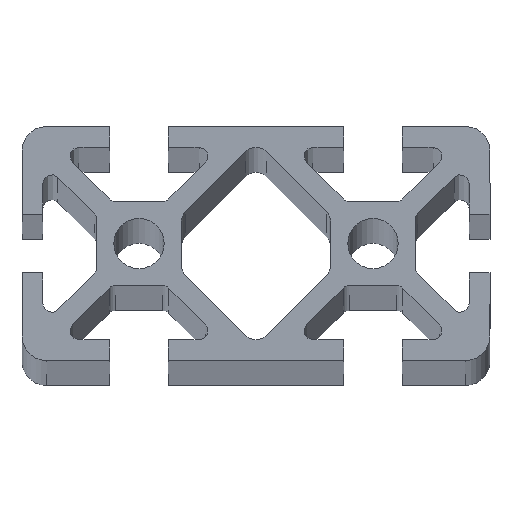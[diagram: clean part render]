
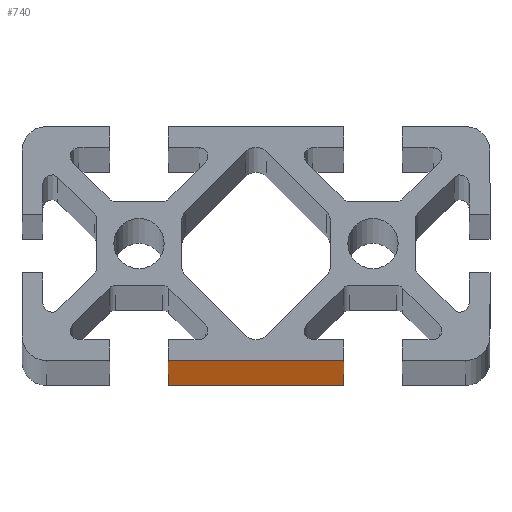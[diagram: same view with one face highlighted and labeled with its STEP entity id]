
A CAD part, top view. The second image highlights one B-rep face of the part: STEP entity #740.
In plain terms, the highlighted planar face has unit normal (0, -1, 0).
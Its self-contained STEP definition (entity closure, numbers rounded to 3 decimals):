
#68 = ORIENTED_EDGE ( 'NONE', *, *, #3383, .F. ) ;
#249 = VERTEX_POINT ( 'NONE', #3253 ) ;
#370 = EDGE_LOOP ( 'NONE', ( #2037, #757, #68, #3086 ) ) ;
#407 = AXIS2_PLACEMENT_3D ( 'NONE', #1042, #1565, #2080 ) ;
#479 = LINE ( 'NONE', #2112, #1536 ) ;
#655 = LINE ( 'NONE', #1347, #2976 ) ;
#740 = ADVANCED_FACE ( 'NONE', ( #1394 ), #3454, .F. ) ;
#749 = CARTESIAN_POINT ( 'NONE',  ( 7.5, -10., 609.6 ) ) ;
#752 = DIRECTION ( 'NONE',  ( 0., 0., -1. ) ) ;
#757 = ORIENTED_EDGE ( 'NONE', *, *, #1418, .F. ) ;
#844 = DIRECTION ( 'NONE',  ( 1., 0., 0. ) ) ;
#1004 = VECTOR ( 'NONE', #752, 1000. ) ;
#1042 = CARTESIAN_POINT ( 'NONE',  ( 7.5, -10., 609.6 ) ) ;
#1135 = CARTESIAN_POINT ( 'NONE',  ( -7.5, -10., -609.6 ) ) ;
#1328 = VERTEX_POINT ( 'NONE', #749 ) ;
#1347 = CARTESIAN_POINT ( 'NONE',  ( 7.5, -10., -609.6 ) ) ;
#1394 = FACE_OUTER_BOUND ( 'NONE', #370, .T. ) ;
#1418 = EDGE_CURVE ( 'NONE', #1328, #3278, #479, .T. ) ;
#1476 = VECTOR ( 'NONE', #3169, 1000. ) ;
#1536 = VECTOR ( 'NONE', #1623, 1000. ) ;
#1553 = LINE ( 'NONE', #2360, #1004 ) ;
#1565 = DIRECTION ( 'NONE',  ( 0., 1., 0. ) ) ;
#1623 = DIRECTION ( 'NONE',  ( 0., 0., -1. ) ) ;
#1642 = VERTEX_POINT ( 'NONE', #1135 ) ;
#2022 = EDGE_CURVE ( 'NONE', #1642, #3278, #655, .T. ) ;
#2037 = ORIENTED_EDGE ( 'NONE', *, *, #2022, .T. ) ;
#2080 = DIRECTION ( 'NONE',  ( 0., 0., 1. ) ) ;
#2112 = CARTESIAN_POINT ( 'NONE',  ( 7.5, -10., 609.6 ) ) ;
#2360 = CARTESIAN_POINT ( 'NONE',  ( -7.5, -10., 609.6 ) ) ;
#2872 = LINE ( 'NONE', #2906, #1476 ) ;
#2906 = CARTESIAN_POINT ( 'NONE',  ( 7.5, -10., 609.6 ) ) ;
#2976 = VECTOR ( 'NONE', #844, 1000. ) ;
#3086 = ORIENTED_EDGE ( 'NONE', *, *, #3414, .T. ) ;
#3169 = DIRECTION ( 'NONE',  ( 1., 0., 0. ) ) ;
#3253 = CARTESIAN_POINT ( 'NONE',  ( -7.5, -10., 609.6 ) ) ;
#3278 = VERTEX_POINT ( 'NONE', #3364 ) ;
#3364 = CARTESIAN_POINT ( 'NONE',  ( 7.5, -10., -609.6 ) ) ;
#3383 = EDGE_CURVE ( 'NONE', #249, #1328, #2872, .T. ) ;
#3414 = EDGE_CURVE ( 'NONE', #249, #1642, #1553, .T. ) ;
#3454 = PLANE ( 'NONE',  #407 ) ;
